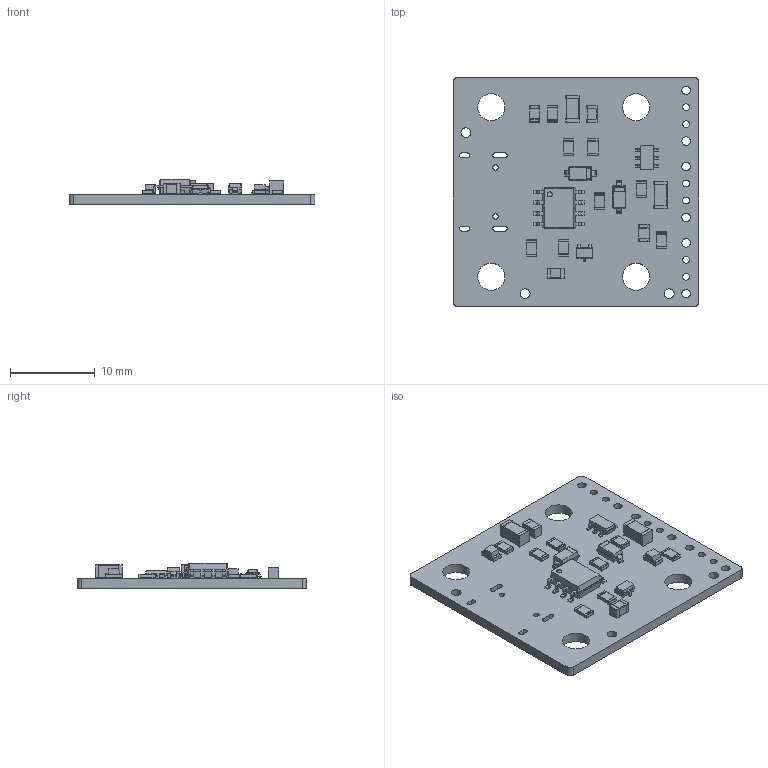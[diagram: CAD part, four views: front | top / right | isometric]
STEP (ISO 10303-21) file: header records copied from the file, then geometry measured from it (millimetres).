
FILE_DESCRIPTION(('KiCad electronic assembly'),'2;1');
FILE_NAME('USB-C-splitter.step','2024-04-14T01:15:39',('Pcbnew'),( 'Kicad'),'Open CASCADE STEP processor 7.7','KiCad to STEP converter' ,'Unknown');
FILE_SCHEMA(('AUTOMOTIVE_DESIGN { 1 0 10303 214 1 1 1 1 }'));
Length unit declared in the file: millimetre
Products named in the file (18): USB-C-splitter 1; SOT-323_SC-70; SOT_323_SC_70; R_0805_2012Metric; SOIC-8_3.9x4.9mm_P1.27mm; SOIC_8_39x49mm_P127mm; C_1206_3216Metric; D_SOD-123; D_SOD_123; LED_0805_2012Metric; C_0805_2012Metric; TSOT-23-6; TSOT_23_6; _autosave-USB-C-3-way-splitter_PCB
Assembly tree (28 placements, depth 3):
  USB-C-splitter 1
    SOT-323_SC-70
      SOT_323_SC_70
    R_0805_2012Metric  x8
      R_0805_2012Metric
    SOIC-8_3.9x4.9mm_P1.27mm
      SOIC_8_39x49mm_P127mm
    C_1206_3216Metric  x2
      C_1206_3216Metric
    D_SOD-123  x2
      D_SOD_123
    LED_0805_2012Metric  x2
      LED_0805_2012Metric
    C_0805_2012Metric  x2
      C_0805_2012Metric
    TSOT-23-6
      TSOT_23_6
    _autosave-USB-C-3-way-splitter_PCB
Bounding box: 29 x 27 x 3 mm (x, y, z)
Volume: 962.6 mm3; surface area: 2041.9 mm2
Topology: 20 solids, 20 shells, 957 faces, 2446 edges, 1542 vertices
Faces by surface type: plane 570, cylinder 246, bspline 141
Full cylindrical faces by diameter (mm): 0.6 x1, 0.65 x2, 0.8 x6, 1 x6, 1.152 x3, 3.2 x4
Entity records: 22120 total; most frequent: CARTESIAN_POINT 3601, ORIENTED_EDGE 3074, DIRECTION 2741, EDGE_CURVE 1537, LINE 1109, VECTOR 1109, VERTEX_POINT 960, AXIS2_PLACEMENT_3D 816
